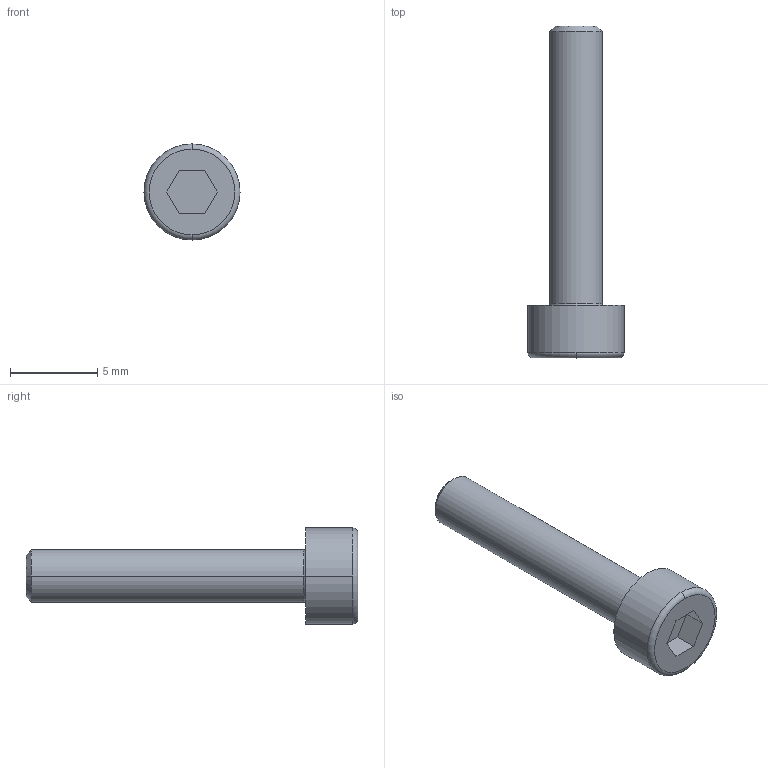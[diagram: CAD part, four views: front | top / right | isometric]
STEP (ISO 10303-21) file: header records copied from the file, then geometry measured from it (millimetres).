
FILE_DESCRIPTION(('STEP AP242'),'1');
FILE_NAME('item_8000455_hexagon_socket_head_cap_screw_din_912_m3x16_details_3.stp','2024-04-08T13:50:44',('TraceParts'),('TraceParts S.A.'),'Spatial InterOp 3D',' ',' ');
FILE_SCHEMA(('AP242_MANAGED_MODEL_BASED_3D_ENGINEERING_MIM_LF {1 0 10303 442 1 1 4}'));
Length unit declared in the file: millimetre
Products named in the file (1): item_8000455_hexagon_socket_head_cap_screw_din_912_m3x16_details_3
Bounding box: 5.5 x 19 x 5.5 mm (x, y, z)
Volume: 176.6 mm3; surface area: 256.9 mm2
Topology: 1 solids, 1 shells, 20 faces, 46 edges, 30 vertices
Faces by surface type: plane 10, cylinder 4, torus 4, cone 2
Entity records: 752 total; most frequent: DIRECTION 110, CARTESIAN_POINT 97, ORIENTED_EDGE 92, EDGE_CURVE 46, AXIS2_PLACEMENT_3D 43, VERTEX_POINT 30, LINE 24, VECTOR 24
